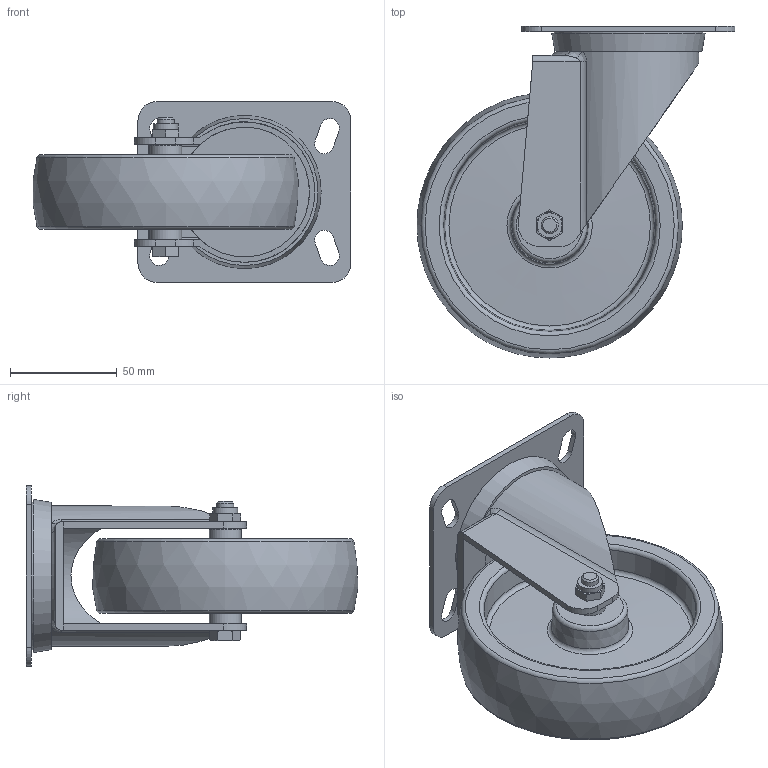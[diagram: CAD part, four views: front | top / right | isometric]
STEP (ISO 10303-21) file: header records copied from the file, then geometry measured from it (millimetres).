
FILE_DESCRIPTION(/* description */ ('RUOTA GIREVOLE CON PIASTRA D.125'),/* implementation_level */ '2;1');
FILE_NAME(/* name */ 'CRUST0000043.stp',/* time_stamp */ '2022-11-23T09:07:36+01:00',/* author */ ('tecnico7'),/* organization */ (''),/* preprocessor_version */ 'ST-DEVELOPER v18.1',/* originating_system */ 'Autodesk Inventor 2022',/* authorisation */ '');
FILE_SCHEMA (('AUTOMOTIVE_DESIGN { 1 0 10303 214 3 1 1 }'));
Length unit declared in the file: millimetre
Products named in the file (1): CRUST0000043
Bounding box: 149.27 x 155.77 x 85 mm (x, y, z)
Volume: 313892.9 mm3; surface area: 90819.5 mm2
Topology: 1 solids, 2 shells, 147 faces, 347 edges, 222 vertices
Faces by surface type: plane 58, cylinder 35, cone 29, torus 20, bspline 4, sphere 1
Full cylindrical faces by diameter (mm): 8 x3, 9 x2, 11.63 x2, 15 x2, 40.35 x1, 61 x1, 69.6 x1
Entity records: 4690 total; most frequent: CARTESIAN_POINT 1039, DIRECTION 761, ORIENTED_EDGE 694, EDGE_CURVE 347, AXIS2_PLACEMENT_3D 316, VERTEX_POINT 222, EDGE_LOOP 177, CIRCLE 166
